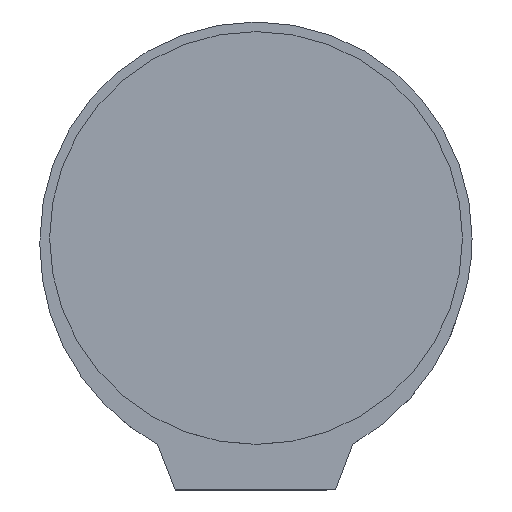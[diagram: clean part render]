
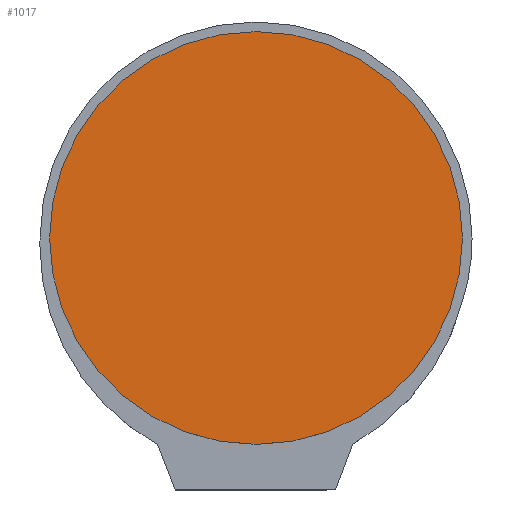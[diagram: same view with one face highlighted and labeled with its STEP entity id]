
A CAD part, top view. The second image highlights one B-rep face of the part: STEP entity #1017.
In plain terms, the highlighted planar face has unit normal (0, 0, 1).
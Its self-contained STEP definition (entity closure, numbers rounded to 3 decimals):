
#69 = DIRECTION ( 'NONE',  ( 1., 0., 0. ) ) ;
#92 = CARTESIAN_POINT ( 'NONE',  ( -16.935, 5.251, 1.75 ) ) ;
#114 = DIRECTION ( 'NONE',  ( 0., 0., 1. ) ) ;
#210 = CARTESIAN_POINT ( 'NONE',  ( 0.076, 5.251, 1.75 ) ) ;
#249 = AXIS2_PLACEMENT_3D ( 'NONE', #276, #114, #604 ) ;
#276 = CARTESIAN_POINT ( 'NONE',  ( 0.076, 5.251, 1.75 ) ) ;
#296 = EDGE_CURVE ( 'NONE', #406, #507, #903, .T. ) ;
#332 = EDGE_CURVE ( 'NONE', #507, #406, #1055, .T. ) ;
#371 = FACE_OUTER_BOUND ( 'NONE', #751, .T. ) ;
#406 = VERTEX_POINT ( 'NONE', #633 ) ;
#482 = DIRECTION ( 'NONE',  ( 0., 0., 1. ) ) ;
#507 = VERTEX_POINT ( 'NONE', #92 ) ;
#510 = ORIENTED_EDGE ( 'NONE', *, *, #332, .T. ) ;
#537 = ORIENTED_EDGE ( 'NONE', *, *, #296, .T. ) ;
#604 = DIRECTION ( 'NONE',  ( 1., 0., 0. ) ) ;
#633 = CARTESIAN_POINT ( 'NONE',  ( 17.087, 5.251, 1.75 ) ) ;
#717 = DIRECTION ( 'NONE',  ( 1., 0., 0. ) ) ;
#751 = EDGE_LOOP ( 'NONE', ( #510, #537 ) ) ;
#868 = AXIS2_PLACEMENT_3D ( 'NONE', #210, #482, #69 ) ;
#873 = DIRECTION ( 'NONE',  ( 0., 0., 1. ) ) ;
#903 = CIRCLE ( 'NONE', #249, 17.011 ) ;
#968 = PLANE ( 'NONE',  #1023 ) ;
#1017 = ADVANCED_FACE ( 'NONE', ( #371 ), #968, .T. ) ;
#1023 = AXIS2_PLACEMENT_3D ( 'NONE', #1040, #873, #717 ) ;
#1040 = CARTESIAN_POINT ( 'NONE',  ( 0.076, 5.251, 1.75 ) ) ;
#1055 = CIRCLE ( 'NONE', #868, 17.011 ) ;
